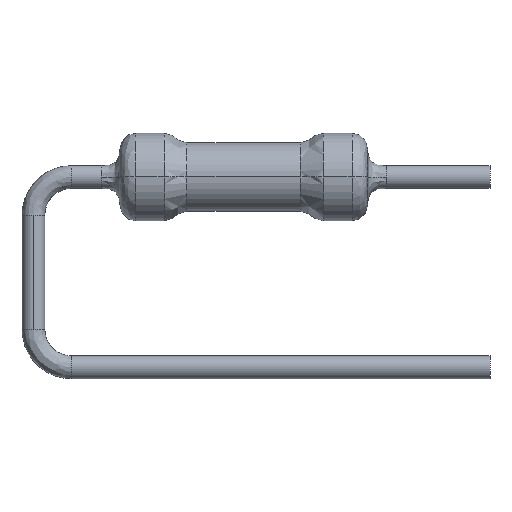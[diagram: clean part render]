
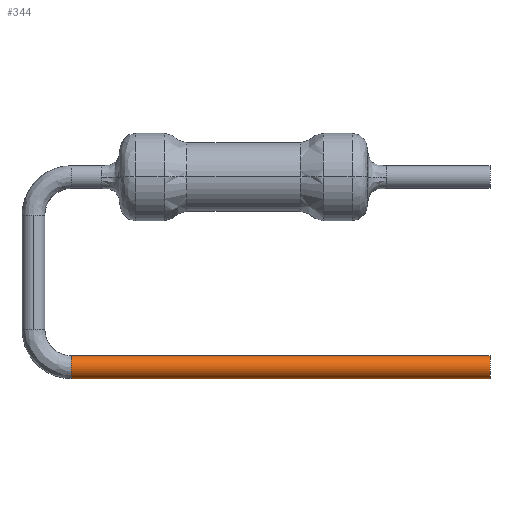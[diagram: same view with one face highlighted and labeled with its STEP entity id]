
A CAD part, top view. The second image highlights one B-rep face of the part: STEP entity #344.
In plain terms, the highlighted cylindrical face has radius 0.3 mm (diameter 0.6 mm), a partial arc.
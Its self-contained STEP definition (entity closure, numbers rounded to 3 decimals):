
#1 = CARTESIAN_POINT ( 'NONE',  ( -11., -5.3, 0. ) ) ;
#75 = CARTESIAN_POINT ( 'NONE',  ( 0., -5.3, 0. ) ) ;
#99 = FACE_OUTER_BOUND ( 'NONE', #214, .T. ) ;
#168 = CARTESIAN_POINT ( 'NONE',  ( -11., -5., 0. ) ) ;
#209 = DIRECTION ( 'NONE',  ( -1., 0., 0. ) ) ;
#214 = EDGE_LOOP ( 'NONE', ( #570, #488, #334, #533 ) ) ;
#268 = DIRECTION ( 'NONE',  ( 0., 1., 0. ) ) ;
#322 = EDGE_CURVE ( 'NONE', #1102, #911, #1542, .T. ) ;
#332 = CIRCLE ( 'NONE', #1411, 0.3 ) ;
#334 = ORIENTED_EDGE ( 'NONE', *, *, #595, .T. ) ;
#339 = DIRECTION ( 'NONE',  ( 0., -1., 0. ) ) ;
#344 = ADVANCED_FACE ( 'NONE', ( #99 ), #679, .T. ) ;
#425 = VERTEX_POINT ( 'NONE', #646 ) ;
#427 = LINE ( 'NONE', #1576, #566 ) ;
#451 = CARTESIAN_POINT ( 'NONE',  ( -11., -5., 0. ) ) ;
#470 = CARTESIAN_POINT ( 'NONE',  ( 0., -4.7, 0. ) ) ;
#488 = ORIENTED_EDGE ( 'NONE', *, *, #322, .T. ) ;
#498 = DIRECTION ( 'NONE',  ( 1., 0., 0. ) ) ;
#510 = CIRCLE ( 'NONE', #1334, 0.3 ) ;
#533 = ORIENTED_EDGE ( 'NONE', *, *, #863, .F. ) ;
#566 = VECTOR ( 'NONE', #1437, 1000. ) ;
#570 = ORIENTED_EDGE ( 'NONE', *, *, #942, .F. ) ;
#593 = DIRECTION ( 'NONE',  ( 0., 1., 0. ) ) ;
#595 = EDGE_CURVE ( 'NONE', #911, #974, #510, .T. ) ;
#615 = CARTESIAN_POINT ( 'NONE',  ( -11., -5.3, 0. ) ) ;
#646 = CARTESIAN_POINT ( 'NONE',  ( -11., -4.7, 0. ) ) ;
#651 = AXIS2_PLACEMENT_3D ( 'NONE', #168, #890, #268 ) ;
#679 = CYLINDRICAL_SURFACE ( 'NONE', #651, 0.3 ) ;
#863 = EDGE_CURVE ( 'NONE', #425, #974, #427, .T. ) ;
#890 = DIRECTION ( 'NONE',  ( 1., 0., 0. ) ) ;
#911 = VERTEX_POINT ( 'NONE', #75 ) ;
#914 = DIRECTION ( 'NONE',  ( -1., 0., 0. ) ) ;
#942 = EDGE_CURVE ( 'NONE', #1102, #425, #332, .T. ) ;
#974 = VERTEX_POINT ( 'NONE', #470 ) ;
#1102 = VERTEX_POINT ( 'NONE', #615 ) ;
#1211 = CARTESIAN_POINT ( 'NONE',  ( 0., -5., 0. ) ) ;
#1334 = AXIS2_PLACEMENT_3D ( 'NONE', #1211, #914, #593 ) ;
#1411 = AXIS2_PLACEMENT_3D ( 'NONE', #451, #209, #339 ) ;
#1437 = DIRECTION ( 'NONE',  ( 1., 0., 0. ) ) ;
#1464 = VECTOR ( 'NONE', #498, 1000. ) ;
#1542 = LINE ( 'NONE', #1, #1464 ) ;
#1576 = CARTESIAN_POINT ( 'NONE',  ( -11., -4.7, 0. ) ) ;
